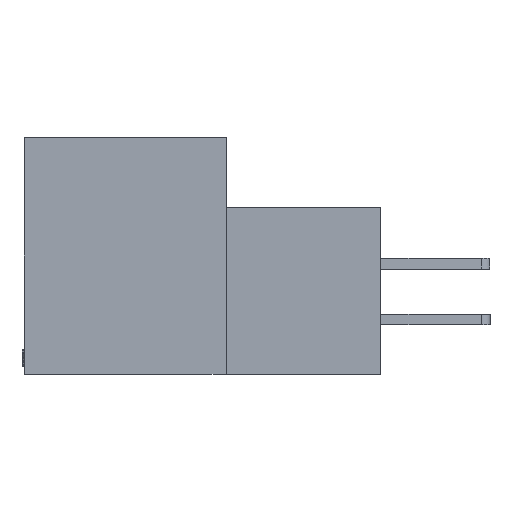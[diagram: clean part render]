
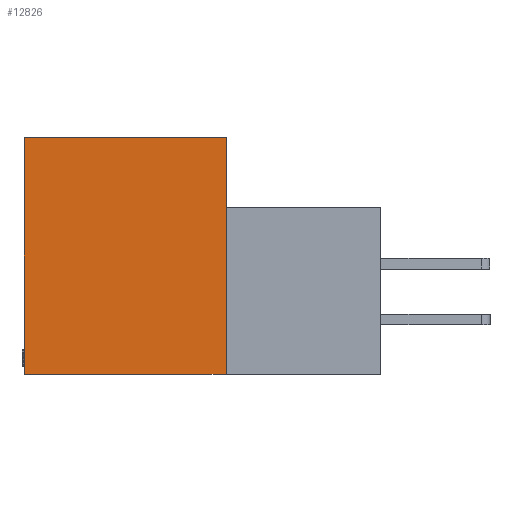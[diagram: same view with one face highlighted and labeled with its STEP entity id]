
A CAD part, left-side view. The second image highlights one B-rep face of the part: STEP entity #12826.
In plain terms, the highlighted planar face has unit normal (-1, 0, 0).
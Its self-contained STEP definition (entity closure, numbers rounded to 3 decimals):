
#179 = EDGE_CURVE ( 'NONE', #29491, #36449, #18998, .T. ) ;
#3124 = DIRECTION ( 'NONE',  ( 1., 0., 0. ) ) ;
#4156 = CARTESIAN_POINT ( 'NONE',  ( 0., 0., -13.487 ) ) ;
#5233 = DIRECTION ( 'NONE',  ( 0., 1., 0. ) ) ;
#5508 = LINE ( 'NONE', #36366, #31897 ) ;
#7348 = VECTOR ( 'NONE', #5233, 1000. ) ;
#10854 = CARTESIAN_POINT ( 'NONE',  ( 0., 11.506, -13.487 ) ) ;
#12826 = ADVANCED_FACE ( 'NONE', ( #20774 ), #15564, .F. ) ;
#14430 = ORIENTED_EDGE ( 'NONE', *, *, #20001, .F. ) ;
#15290 = DIRECTION ( 'NONE',  ( 0., 0., -1. ) ) ;
#15545 = EDGE_CURVE ( 'NONE', #36449, #38944, #5508, .T. ) ;
#15564 = PLANE ( 'NONE',  #39354 ) ;
#16030 = ORIENTED_EDGE ( 'NONE', *, *, #179, .F. ) ;
#18907 = VECTOR ( 'NONE', #32488, 1000. ) ;
#18998 = LINE ( 'NONE', #38292, #23333 ) ;
#20001 = EDGE_CURVE ( 'NONE', #38944, #36519, #22775, .T. ) ;
#20016 = ORIENTED_EDGE ( 'NONE', *, *, #15545, .F. ) ;
#20518 = CARTESIAN_POINT ( 'NONE',  ( 0., -8.814, -13.487 ) ) ;
#20774 = FACE_OUTER_BOUND ( 'NONE', #31069, .T. ) ;
#22606 = DIRECTION ( 'NONE',  ( 0., 0., 1. ) ) ;
#22775 = LINE ( 'NONE', #35719, #18907 ) ;
#23333 = VECTOR ( 'NONE', #22606, 1000. ) ;
#23784 = DIRECTION ( 'NONE',  ( 0., -1., 0. ) ) ;
#28818 = LINE ( 'NONE', #20518, #7348 ) ;
#29491 = VERTEX_POINT ( 'NONE', #10854 ) ;
#29620 = EDGE_CURVE ( 'NONE', #36519, #29491, #28818, .T. ) ;
#31000 = CARTESIAN_POINT ( 'NONE',  ( 0., 0., 0. ) ) ;
#31015 = CARTESIAN_POINT ( 'NONE',  ( 0., 0., 0. ) ) ;
#31069 = EDGE_LOOP ( 'NONE', ( #39017, #14430, #20016, #16030 ) ) ;
#31897 = VECTOR ( 'NONE', #23784, 1000. ) ;
#32488 = DIRECTION ( 'NONE',  ( 0., 0., -1. ) ) ;
#35719 = CARTESIAN_POINT ( 'NONE',  ( 0., 0., 0. ) ) ;
#36366 = CARTESIAN_POINT ( 'NONE',  ( 0., 11.506, 0. ) ) ;
#36449 = VERTEX_POINT ( 'NONE', #38139 ) ;
#36519 = VERTEX_POINT ( 'NONE', #4156 ) ;
#38139 = CARTESIAN_POINT ( 'NONE',  ( 0., 11.506, 0. ) ) ;
#38292 = CARTESIAN_POINT ( 'NONE',  ( 0., 11.506, -13.487 ) ) ;
#38944 = VERTEX_POINT ( 'NONE', #31000 ) ;
#39017 = ORIENTED_EDGE ( 'NONE', *, *, #29620, .F. ) ;
#39354 = AXIS2_PLACEMENT_3D ( 'NONE', #31015, #3124, #15290 ) ;
